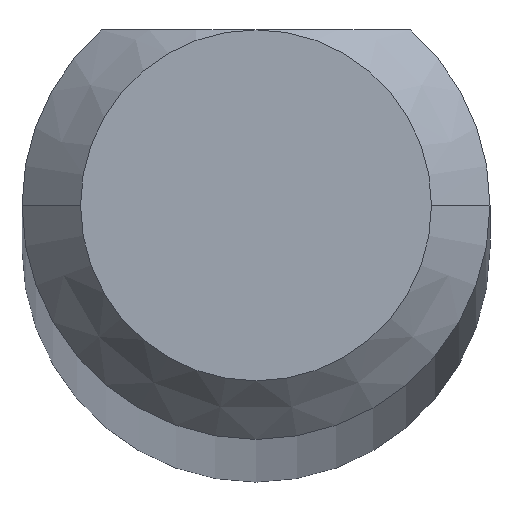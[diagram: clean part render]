
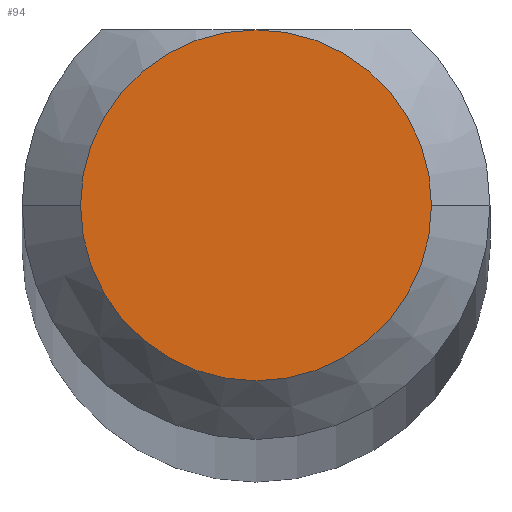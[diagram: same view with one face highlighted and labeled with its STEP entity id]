
A CAD part, top view. The second image highlights one B-rep face of the part: STEP entity #94.
In plain terms, the highlighted planar face has unit normal (0, 0, 1).
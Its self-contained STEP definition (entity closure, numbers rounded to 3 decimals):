
#33 = EDGE_CURVE ( 'NONE', #49, #284, #130, .T. ) ;
#43 = CIRCLE ( 'NONE', #172, 1.5 ) ;
#49 = VERTEX_POINT ( 'NONE', #242 ) ;
#50 = DIRECTION ( 'NONE',  ( 1., 0., 0. ) ) ;
#56 = ORIENTED_EDGE ( 'NONE', *, *, #306, .T. ) ;
#66 = CARTESIAN_POINT ( 'NONE',  ( 0., 0., 105. ) ) ;
#81 = ORIENTED_EDGE ( 'NONE', *, *, #288, .T. ) ;
#88 = CARTESIAN_POINT ( 'NONE',  ( 1.5, 0., 105. ) ) ;
#92 = EDGE_LOOP ( 'NONE', ( #137, #56, #81 ) ) ;
#94 = ADVANCED_FACE ( 'NONE', ( #203 ), #179, .T. ) ;
#116 = CARTESIAN_POINT ( 'NONE',  ( 0., 0., 105. ) ) ;
#128 = CARTESIAN_POINT ( 'NONE',  ( 0., 0., 105. ) ) ;
#130 = CIRCLE ( 'NONE', #279, 1.5 ) ;
#131 = DIRECTION ( 'NONE',  ( 1., 0., 0. ) ) ;
#137 = ORIENTED_EDGE ( 'NONE', *, *, #33, .T. ) ;
#166 = AXIS2_PLACEMENT_3D ( 'NONE', #116, #233, #255 ) ;
#172 = AXIS2_PLACEMENT_3D ( 'NONE', #371, #305, #50 ) ;
#179 = PLANE ( 'NONE',  #240 ) ;
#197 = VERTEX_POINT ( 'NONE', #88 ) ;
#203 = FACE_OUTER_BOUND ( 'NONE', #92, .T. ) ;
#214 = DIRECTION ( 'NONE',  ( 0., 0., 1. ) ) ;
#216 = DIRECTION ( 'NONE',  ( 1., 0., 0. ) ) ;
#233 = DIRECTION ( 'NONE',  ( 0., 0., 1. ) ) ;
#240 = AXIS2_PLACEMENT_3D ( 'NONE', #128, #214, #216 ) ;
#242 = CARTESIAN_POINT ( 'NONE',  ( 0., 1.5, 105. ) ) ;
#243 = DIRECTION ( 'NONE',  ( 0., 0., 1. ) ) ;
#255 = DIRECTION ( 'NONE',  ( 1., 0., 0. ) ) ;
#270 = CIRCLE ( 'NONE', #166, 1.5 ) ;
#279 = AXIS2_PLACEMENT_3D ( 'NONE', #66, #243, #131 ) ;
#284 = VERTEX_POINT ( 'NONE', #351 ) ;
#288 = EDGE_CURVE ( 'NONE', #197, #49, #43, .T. ) ;
#305 = DIRECTION ( 'NONE',  ( 0., 0., 1. ) ) ;
#306 = EDGE_CURVE ( 'NONE', #284, #197, #270, .T. ) ;
#351 = CARTESIAN_POINT ( 'NONE',  ( -1.5, 0., 105. ) ) ;
#371 = CARTESIAN_POINT ( 'NONE',  ( 0., 0., 105. ) ) ;
